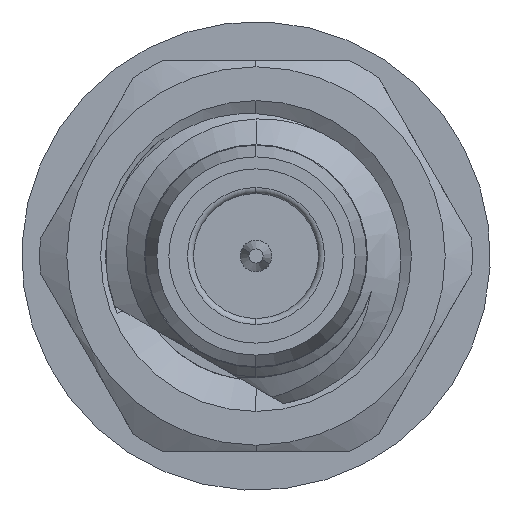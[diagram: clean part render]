
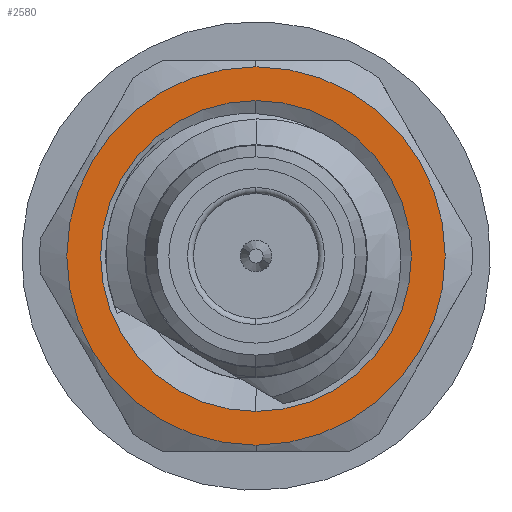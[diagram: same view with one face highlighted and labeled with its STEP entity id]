
A CAD part, left-side view. The second image highlights one B-rep face of the part: STEP entity #2580.
In plain terms, the highlighted planar face has unit normal (-1, 0, 0).
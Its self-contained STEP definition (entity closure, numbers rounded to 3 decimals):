
#62 = CARTESIAN_POINT ( 'NONE',  ( 6.6, 0., 0. ) ) ;
#75 = CARTESIAN_POINT ( 'NONE',  ( 6.6, 0., -3.15 ) ) ;
#188 = FACE_BOUND ( 'NONE', #2936, .T. ) ;
#310 = VERTEX_POINT ( 'NONE', #13657 ) ;
#828 = CIRCLE ( 'NONE', #8222, 2.587 ) ;
#1173 = DIRECTION ( 'NONE',  ( 0., 0., 1. ) ) ;
#1299 = CARTESIAN_POINT ( 'NONE',  ( 6.6, 0., 0. ) ) ;
#1433 = DIRECTION ( 'NONE',  ( -1., 0., 0. ) ) ;
#1978 = AXIS2_PLACEMENT_3D ( 'NONE', #1299, #9075, #2442 ) ;
#2388 = CARTESIAN_POINT ( 'NONE',  ( 6.6, 0., 0. ) ) ;
#2412 = CIRCLE ( 'NONE', #10688, 3.15 ) ;
#2442 = DIRECTION ( 'NONE',  ( 0., 0., -1. ) ) ;
#2470 = ORIENTED_EDGE ( 'NONE', *, *, #3537, .T. ) ;
#2580 = ADVANCED_FACE ( 'NONE', ( #188, #12012 ), #8028, .T. ) ;
#2936 = EDGE_LOOP ( 'NONE', ( #2470, #12954 ) ) ;
#2972 = CARTESIAN_POINT ( 'NONE',  ( 6.6, 0., 0. ) ) ;
#3478 = DIRECTION ( 'NONE',  ( 0., 0., 1. ) ) ;
#3537 = EDGE_CURVE ( 'NONE', #12519, #310, #828, .T. ) ;
#4049 = DIRECTION ( 'NONE',  ( 0., 0., -1. ) ) ;
#4385 = EDGE_CURVE ( 'NONE', #310, #12519, #6155, .T. ) ;
#4656 = EDGE_LOOP ( 'NONE', ( #7754, #14018 ) ) ;
#4817 = AXIS2_PLACEMENT_3D ( 'NONE', #8064, #1433, #9198 ) ;
#5908 = EDGE_CURVE ( 'NONE', #13655, #12832, #14220, .T. ) ;
#6155 = CIRCLE ( 'NONE', #12030, 2.587 ) ;
#7514 = CARTESIAN_POINT ( 'NONE',  ( 6.6, 0., 2.587 ) ) ;
#7754 = ORIENTED_EDGE ( 'NONE', *, *, #5908, .F. ) ;
#7818 = DIRECTION ( 'NONE',  ( 1., 0., 0. ) ) ;
#8028 = PLANE ( 'NONE',  #4817 ) ;
#8064 = CARTESIAN_POINT ( 'NONE',  ( 6.6, 0., 0. ) ) ;
#8222 = AXIS2_PLACEMENT_3D ( 'NONE', #62, #7818, #1173 ) ;
#9075 = DIRECTION ( 'NONE',  ( 1., 0., 0. ) ) ;
#9198 = DIRECTION ( 'NONE',  ( 0., 0., 1. ) ) ;
#10124 = EDGE_CURVE ( 'NONE', #12832, #13655, #2412, .T. ) ;
#10152 = DIRECTION ( 'NONE',  ( 1., 0., 0. ) ) ;
#10163 = CARTESIAN_POINT ( 'NONE',  ( 6.6, 0., 3.15 ) ) ;
#10688 = AXIS2_PLACEMENT_3D ( 'NONE', #2972, #10736, #4049 ) ;
#10736 = DIRECTION ( 'NONE',  ( 1., 0., 0. ) ) ;
#12012 = FACE_OUTER_BOUND ( 'NONE', #4656, .T. ) ;
#12030 = AXIS2_PLACEMENT_3D ( 'NONE', #2388, #10152, #3478 ) ;
#12519 = VERTEX_POINT ( 'NONE', #7514 ) ;
#12832 = VERTEX_POINT ( 'NONE', #10163 ) ;
#12954 = ORIENTED_EDGE ( 'NONE', *, *, #4385, .T. ) ;
#13655 = VERTEX_POINT ( 'NONE', #75 ) ;
#13657 = CARTESIAN_POINT ( 'NONE',  ( 6.6, 0., -2.587 ) ) ;
#14018 = ORIENTED_EDGE ( 'NONE', *, *, #10124, .F. ) ;
#14220 = CIRCLE ( 'NONE', #1978, 3.15 ) ;
